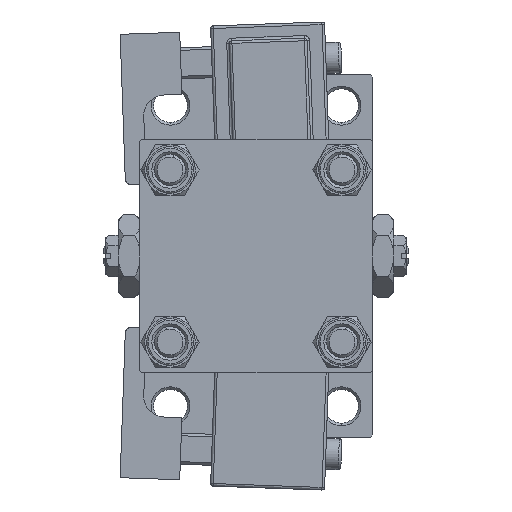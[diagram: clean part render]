
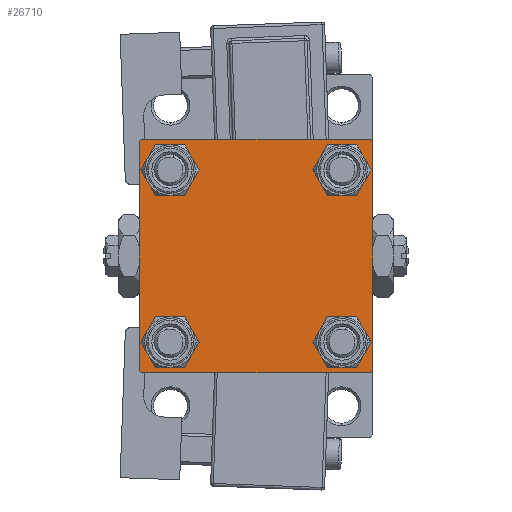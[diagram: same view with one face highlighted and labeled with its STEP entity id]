
A CAD part, left-side view. The second image highlights one B-rep face of the part: STEP entity #26710.
In plain terms, the highlighted planar face has unit normal (-1, 0, 0).
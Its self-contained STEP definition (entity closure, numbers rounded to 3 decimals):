
#204 = CARTESIAN_POINT ( 'NONE',  ( 0., -16.6, -16.6 ) ) ;
#260 = DIRECTION ( 'NONE',  ( 0., 0., 1. ) ) ;
#784 = AXIS2_PLACEMENT_3D ( 'NONE', #1490, #40304, #12558 ) ;
#791 = FACE_BOUND ( 'NONE', #21294, .T. ) ;
#892 = EDGE_CURVE ( 'NONE', #9214, #20333, #4245, .T. ) ;
#1064 = CARTESIAN_POINT ( 'NONE',  ( 0., 16.6, 16.6 ) ) ;
#1174 = DIRECTION ( 'NONE',  ( 0., -0.707, -0.707 ) ) ;
#1190 = EDGE_LOOP ( 'NONE', ( #32055, #31425, #47691, #26636, #38455, #33960, #39245, #17489 ) ) ;
#1490 = CARTESIAN_POINT ( 'NONE',  ( 0., 16.6, 16.6 ) ) ;
#2711 = VECTOR ( 'NONE', #47524, 1000. ) ;
#2989 = EDGE_CURVE ( 'NONE', #45294, #25681, #16259, .T. ) ;
#3358 = LINE ( 'NONE', #38825, #25799 ) ;
#3465 = LINE ( 'NONE', #14784, #48611 ) ;
#4095 = EDGE_CURVE ( 'NONE', #44793, #25681, #43154, .T. ) ;
#4245 = CIRCLE ( 'NONE', #36252, 3.5 ) ;
#4704 = EDGE_CURVE ( 'NONE', #35188, #28231, #30537, .T. ) ;
#4865 = EDGE_CURVE ( 'NONE', #7258, #5516, #45318, .T. ) ;
#5410 = EDGE_CURVE ( 'NONE', #41483, #45294, #3465, .T. ) ;
#5498 = CARTESIAN_POINT ( 'NONE',  ( 0., 22., -22.5 ) ) ;
#5516 = VERTEX_POINT ( 'NONE', #46898 ) ;
#5543 = LINE ( 'NONE', #13524, #36871 ) ;
#5727 = DIRECTION ( 'NONE',  ( 0., 0., 1. ) ) ;
#5969 = VECTOR ( 'NONE', #43764, 1000. ) ;
#6088 = AXIS2_PLACEMENT_3D ( 'NONE', #35481, #12588, #260 ) ;
#7010 = CARTESIAN_POINT ( 'NONE',  ( 0., 16.6, -13.1 ) ) ;
#7210 = CARTESIAN_POINT ( 'NONE',  ( 0., -16.6, -20.1 ) ) ;
#7258 = VERTEX_POINT ( 'NONE', #7010 ) ;
#7388 = LINE ( 'NONE', #19734, #12151 ) ;
#7535 = AXIS2_PLACEMENT_3D ( 'NONE', #38361, #11122, #29903 ) ;
#7637 = CARTESIAN_POINT ( 'NONE',  ( 0., -16.6, -13.1 ) ) ;
#7984 = FACE_BOUND ( 'NONE', #46964, .T. ) ;
#8197 = CARTESIAN_POINT ( 'NONE',  ( 0., 16.6, 13.1 ) ) ;
#8538 = EDGE_CURVE ( 'NONE', #44793, #47474, #3358, .T. ) ;
#8901 = EDGE_CURVE ( 'NONE', #23054, #9952, #11802, .T. ) ;
#9214 = VERTEX_POINT ( 'NONE', #39081 ) ;
#9313 = EDGE_CURVE ( 'NONE', #5516, #7258, #48768, .T. ) ;
#9326 = CARTESIAN_POINT ( 'NONE',  ( 0., -22.5, 22. ) ) ;
#9952 = VERTEX_POINT ( 'NONE', #42946 ) ;
#10420 = EDGE_CURVE ( 'NONE', #28231, #35188, #27475, .T. ) ;
#11122 = DIRECTION ( 'NONE',  ( 1., 0., 0. ) ) ;
#11802 = CIRCLE ( 'NONE', #40526, 3.5 ) ;
#12109 = DIRECTION ( 'NONE',  ( -1., 0., 0. ) ) ;
#12151 = VECTOR ( 'NONE', #19487, 1000. ) ;
#12558 = DIRECTION ( 'NONE',  ( 0., 0., 1. ) ) ;
#12588 = DIRECTION ( 'NONE',  ( 1., 0., 0. ) ) ;
#12713 = AXIS2_PLACEMENT_3D ( 'NONE', #204, #16648, #12785 ) ;
#12785 = DIRECTION ( 'NONE',  ( 0., 0., 1. ) ) ;
#12853 = EDGE_CURVE ( 'NONE', #9952, #23054, #15010, .T. ) ;
#13403 = DIRECTION ( 'NONE',  ( 0., 0., 1. ) ) ;
#13502 = CARTESIAN_POINT ( 'NONE',  ( 0., 22.5, 22. ) ) ;
#13524 = CARTESIAN_POINT ( 'NONE',  ( 0., 22.25, -22.25 ) ) ;
#13949 = CARTESIAN_POINT ( 'NONE',  ( 0., 22.5, 22.5 ) ) ;
#14784 = CARTESIAN_POINT ( 'NONE',  ( 0., 22.5, -22.5 ) ) ;
#15010 = CIRCLE ( 'NONE', #21609, 3.5 ) ;
#15367 = CARTESIAN_POINT ( 'NONE',  ( 0., 22.5, 22.5 ) ) ;
#15532 = VERTEX_POINT ( 'NONE', #13502 ) ;
#15773 = EDGE_LOOP ( 'NONE', ( #24851, #25784 ) ) ;
#16259 = LINE ( 'NONE', #35551, #5969 ) ;
#16474 = FACE_OUTER_BOUND ( 'NONE', #1190, .T. ) ;
#16489 = DIRECTION ( 'NONE',  ( 1., 0., 0. ) ) ;
#16648 = DIRECTION ( 'NONE',  ( 1., 0., 0. ) ) ;
#17489 = ORIENTED_EDGE ( 'NONE', *, *, #41134, .T. ) ;
#17550 = CARTESIAN_POINT ( 'NONE',  ( 0., -22., 22.5 ) ) ;
#18325 = AXIS2_PLACEMENT_3D ( 'NONE', #29391, #28377, #5727 ) ;
#18770 = CARTESIAN_POINT ( 'NONE',  ( 0., -22., -22.5 ) ) ;
#18981 = DIRECTION ( 'NONE',  ( 1., 0., 0. ) ) ;
#19487 = DIRECTION ( 'NONE',  ( 0., 0.707, -0.707 ) ) ;
#19734 = CARTESIAN_POINT ( 'NONE',  ( 0., 22.25, 22.25 ) ) ;
#20094 = PLANE ( 'NONE',  #23635 ) ;
#20333 = VERTEX_POINT ( 'NONE', #8197 ) ;
#20341 = FACE_BOUND ( 'NONE', #15773, .T. ) ;
#21154 = LINE ( 'NONE', #13949, #45026 ) ;
#21294 = EDGE_LOOP ( 'NONE', ( #25519, #32100 ) ) ;
#21609 = AXIS2_PLACEMENT_3D ( 'NONE', #31046, #18981, #45972 ) ;
#21628 = EDGE_CURVE ( 'NONE', #34383, #47474, #27703, .T. ) ;
#23054 = VERTEX_POINT ( 'NONE', #30121 ) ;
#23543 = ORIENTED_EDGE ( 'NONE', *, *, #12853, .T. ) ;
#23635 = AXIS2_PLACEMENT_3D ( 'NONE', #35016, #12109, #46829 ) ;
#24851 = ORIENTED_EDGE ( 'NONE', *, *, #4865, .T. ) ;
#25519 = ORIENTED_EDGE ( 'NONE', *, *, #892, .T. ) ;
#25681 = VERTEX_POINT ( 'NONE', #48723 ) ;
#25784 = ORIENTED_EDGE ( 'NONE', *, *, #9313, .T. ) ;
#25799 = VECTOR ( 'NONE', #46547, 1000. ) ;
#26636 = ORIENTED_EDGE ( 'NONE', *, *, #2989, .T. ) ;
#26710 = ADVANCED_FACE ( 'NONE', ( #7984, #43215, #20341, #791, #16474 ), #20094, .T. ) ;
#27475 = CIRCLE ( 'NONE', #12713, 3.5 ) ;
#27703 = LINE ( 'NONE', #15367, #35701 ) ;
#28231 = VERTEX_POINT ( 'NONE', #7637 ) ;
#28377 = DIRECTION ( 'NONE',  ( 1., 0., 0. ) ) ;
#28486 = EDGE_CURVE ( 'NONE', #15532, #36142, #21154, .T. ) ;
#29391 = CARTESIAN_POINT ( 'NONE',  ( 0., -16.6, -16.6 ) ) ;
#29903 = DIRECTION ( 'NONE',  ( 0., 0., 1. ) ) ;
#29927 = EDGE_CURVE ( 'NONE', #36142, #41483, #5543, .T. ) ;
#30121 = CARTESIAN_POINT ( 'NONE',  ( 0., -16.6, 20.1 ) ) ;
#30537 = CIRCLE ( 'NONE', #18325, 3.5 ) ;
#31046 = CARTESIAN_POINT ( 'NONE',  ( 0., -16.6, 16.6 ) ) ;
#31055 = DIRECTION ( 'NONE',  ( 0., -1., 0. ) ) ;
#31315 = EDGE_CURVE ( 'NONE', #20333, #9214, #45131, .T. ) ;
#31344 = CARTESIAN_POINT ( 'NONE',  ( 0., -22.5, 22.5 ) ) ;
#31425 = ORIENTED_EDGE ( 'NONE', *, *, #29927, .T. ) ;
#32055 = ORIENTED_EDGE ( 'NONE', *, *, #28486, .T. ) ;
#32100 = ORIENTED_EDGE ( 'NONE', *, *, #31315, .T. ) ;
#33586 = CARTESIAN_POINT ( 'NONE',  ( 0., 22., 22.5 ) ) ;
#33960 = ORIENTED_EDGE ( 'NONE', *, *, #8538, .T. ) ;
#34383 = VERTEX_POINT ( 'NONE', #33586 ) ;
#35016 = CARTESIAN_POINT ( 'NONE',  ( 0., 0., 0. ) ) ;
#35188 = VERTEX_POINT ( 'NONE', #7210 ) ;
#35422 = EDGE_LOOP ( 'NONE', ( #45916, #36984 ) ) ;
#35481 = CARTESIAN_POINT ( 'NONE',  ( 0., 16.6, -16.6 ) ) ;
#35540 = DIRECTION ( 'NONE',  ( 1., 0., 0. ) ) ;
#35551 = CARTESIAN_POINT ( 'NONE',  ( 0., -22.25, -22.25 ) ) ;
#35701 = VECTOR ( 'NONE', #31055, 1000. ) ;
#36142 = VERTEX_POINT ( 'NONE', #49599 ) ;
#36252 = AXIS2_PLACEMENT_3D ( 'NONE', #1064, #16489, #13403 ) ;
#36871 = VECTOR ( 'NONE', #1174, 1000. ) ;
#36984 = ORIENTED_EDGE ( 'NONE', *, *, #4704, .T. ) ;
#38361 = CARTESIAN_POINT ( 'NONE',  ( 0., 16.6, -16.6 ) ) ;
#38455 = ORIENTED_EDGE ( 'NONE', *, *, #4095, .F. ) ;
#38825 = CARTESIAN_POINT ( 'NONE',  ( 0., -22.25, 22.25 ) ) ;
#39081 = CARTESIAN_POINT ( 'NONE',  ( 0., 16.6, 20.1 ) ) ;
#39245 = ORIENTED_EDGE ( 'NONE', *, *, #21628, .F. ) ;
#40304 = DIRECTION ( 'NONE',  ( 1., 0., 0. ) ) ;
#40526 = AXIS2_PLACEMENT_3D ( 'NONE', #43238, #35540, #50720 ) ;
#41134 = EDGE_CURVE ( 'NONE', #34383, #15532, #7388, .T. ) ;
#41483 = VERTEX_POINT ( 'NONE', #5498 ) ;
#42946 = CARTESIAN_POINT ( 'NONE',  ( 0., -16.6, 13.1 ) ) ;
#43154 = LINE ( 'NONE', #31344, #2711 ) ;
#43215 = FACE_BOUND ( 'NONE', #35422, .T. ) ;
#43238 = CARTESIAN_POINT ( 'NONE',  ( 0., -16.6, 16.6 ) ) ;
#43764 = DIRECTION ( 'NONE',  ( 0., -0.707, 0.707 ) ) ;
#44793 = VERTEX_POINT ( 'NONE', #9326 ) ;
#44795 = DIRECTION ( 'NONE',  ( 0., 0., -1. ) ) ;
#45026 = VECTOR ( 'NONE', #44795, 1000. ) ;
#45131 = CIRCLE ( 'NONE', #784, 3.5 ) ;
#45294 = VERTEX_POINT ( 'NONE', #18770 ) ;
#45318 = CIRCLE ( 'NONE', #7535, 3.5 ) ;
#45916 = ORIENTED_EDGE ( 'NONE', *, *, #10420, .T. ) ;
#45972 = DIRECTION ( 'NONE',  ( 0., 0., 1. ) ) ;
#46155 = DIRECTION ( 'NONE',  ( 0., -1., 0. ) ) ;
#46442 = ORIENTED_EDGE ( 'NONE', *, *, #8901, .T. ) ;
#46547 = DIRECTION ( 'NONE',  ( 0., 0.707, 0.707 ) ) ;
#46829 = DIRECTION ( 'NONE',  ( 0., 0., 1. ) ) ;
#46898 = CARTESIAN_POINT ( 'NONE',  ( 0., 16.6, -20.1 ) ) ;
#46964 = EDGE_LOOP ( 'NONE', ( #46442, #23543 ) ) ;
#47474 = VERTEX_POINT ( 'NONE', #17550 ) ;
#47524 = DIRECTION ( 'NONE',  ( 0., 0., -1. ) ) ;
#47691 = ORIENTED_EDGE ( 'NONE', *, *, #5410, .T. ) ;
#48611 = VECTOR ( 'NONE', #46155, 1000. ) ;
#48723 = CARTESIAN_POINT ( 'NONE',  ( 0., -22.5, -22. ) ) ;
#48768 = CIRCLE ( 'NONE', #6088, 3.5 ) ;
#49599 = CARTESIAN_POINT ( 'NONE',  ( 0., 22.5, -22. ) ) ;
#50720 = DIRECTION ( 'NONE',  ( 0., 0., 1. ) ) ;
